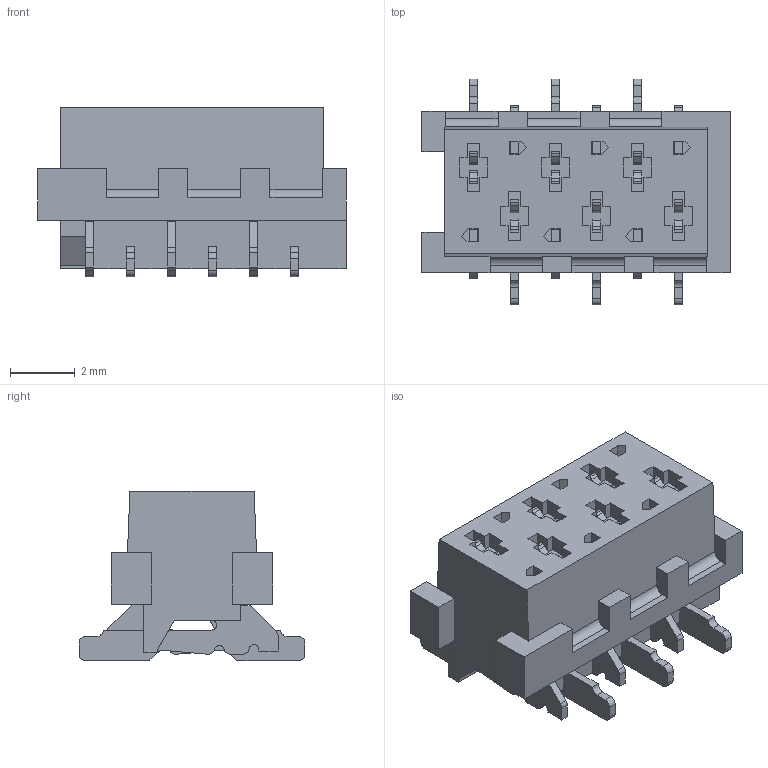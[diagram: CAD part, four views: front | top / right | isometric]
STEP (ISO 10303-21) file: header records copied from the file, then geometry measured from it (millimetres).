
FILE_DESCRIPTION((''),'2;1');
FILE_NAME('C-2178711-6','2017-02-01T',('workeradm'),('Tyco Electronics Ltd.'),'CREO PARAMETRIC BY PTC INC, 2016050','CREO PARAMETRIC BY PTC INC, 2016050','');
FILE_SCHEMA(('AUTOMOTIVE_DESIGN { 1 0 10303 214 1 1 1 1 }'));
Length unit declared in the file: millimetre
Products named in the file (1): C-2178711-6
Bounding box: 9.55 x 7 x 5.25 mm (x, y, z)
Volume: 158.4 mm3; surface area: 318.6 mm2
Topology: 1 solids, 1 shells, 474 faces, 1379 edges, 919 vertices
Faces by surface type: plane 372, cylinder 102
Entity records: 15720 total; most frequent: CARTESIAN_POINT 2774, ORIENTED_EDGE 2758, DIRECTION 2532, EDGE_CURVE 1379, VECTOR 1174, LINE 1174, VERTEX_POINT 919, AXIS2_PLACEMENT_3D 679
